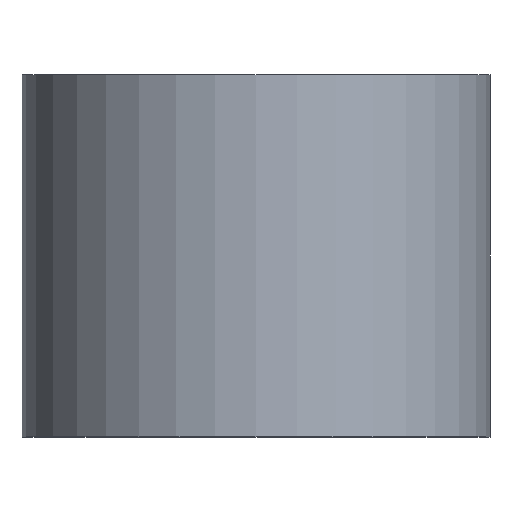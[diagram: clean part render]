
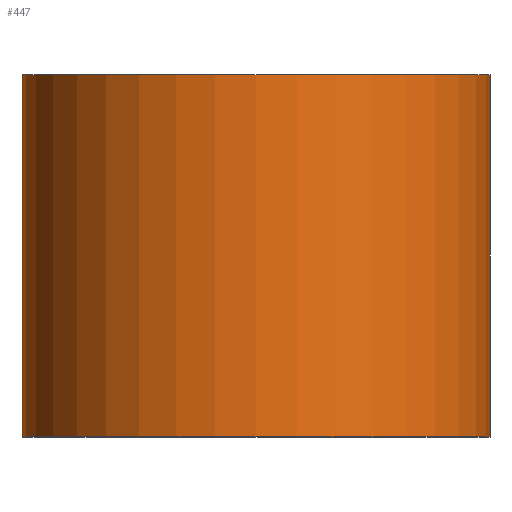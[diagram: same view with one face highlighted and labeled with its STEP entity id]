
A CAD part, top view. The second image highlights one B-rep face of the part: STEP entity #447.
In plain terms, the highlighted cylindrical face has radius 21 mm (diameter 42 mm), a full revolution.
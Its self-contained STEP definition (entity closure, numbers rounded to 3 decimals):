
#40=FACE_OUTER_BOUND('',#66,.T.);
#66=EDGE_LOOP('',(#335,#336,#337,#338));
#85=CIRCLE('',#492,21.);
#86=CIRCLE('',#493,21.);
#146=LINE('',#1080,#163);
#163=VECTOR('',#560,21.);
#202=VERTEX_POINT('',#1077);
#203=VERTEX_POINT('',#1079);
#257=EDGE_CURVE('',#202,#202,#85,.T.);
#258=EDGE_CURVE('',#202,#203,#146,.T.);
#259=EDGE_CURVE('',#203,#203,#86,.T.);
#335=ORIENTED_EDGE('',*,*,#257,.F.);
#336=ORIENTED_EDGE('',*,*,#258,.T.);
#337=ORIENTED_EDGE('',*,*,#259,.T.);
#338=ORIENTED_EDGE('',*,*,#258,.F.);
#429=CYLINDRICAL_SURFACE('',#491,21.);
#447=ADVANCED_FACE('',(#40),#429,.T.);
#491=AXIS2_PLACEMENT_3D('',#1076,#556,#557);
#492=AXIS2_PLACEMENT_3D('',#1078,#558,#559);
#493=AXIS2_PLACEMENT_3D('',#1081,#561,#562);
#556=DIRECTION('center_axis',(0.,-1.,0.));
#557=DIRECTION('ref_axis',(1.,0.,0.));
#558=DIRECTION('center_axis',(0.,-1.,0.));
#559=DIRECTION('ref_axis',(1.,0.,0.));
#560=DIRECTION('',(0.,1.,0.));
#561=DIRECTION('center_axis',(0.,-1.,0.));
#562=DIRECTION('ref_axis',(1.,0.,0.));
#1076=CARTESIAN_POINT('Origin',(0.,-89.,0.));
#1077=CARTESIAN_POINT('',(-21.,-121.5,0.));
#1078=CARTESIAN_POINT('Origin',(0.,-121.5,0.));
#1079=CARTESIAN_POINT('',(-21.,-89.,0.));
#1080=CARTESIAN_POINT('',(-21.,-89.,0.));
#1081=CARTESIAN_POINT('Origin',(0.,-89.,0.));
